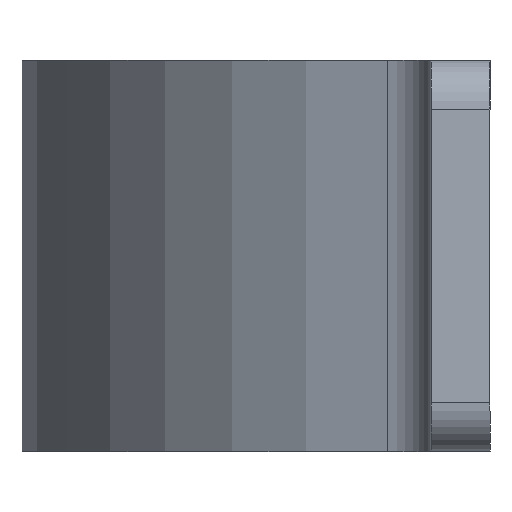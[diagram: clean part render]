
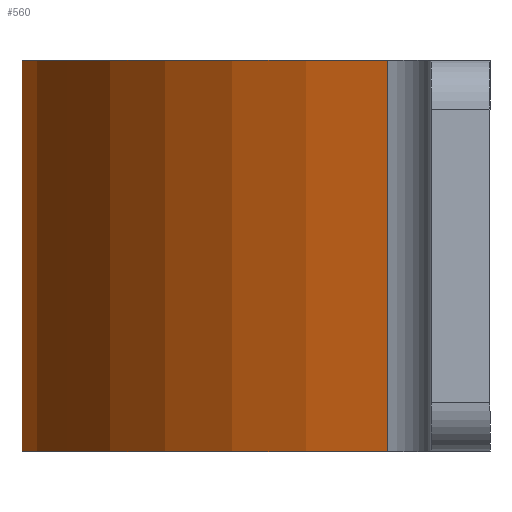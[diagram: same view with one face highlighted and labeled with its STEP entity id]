
A CAD part, left-side view. The second image highlights one B-rep face of the part: STEP entity #560.
In plain terms, the highlighted cylindrical face has radius 50.5 mm (diameter 101 mm), a partial arc.
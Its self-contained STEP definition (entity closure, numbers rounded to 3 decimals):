
#16 = FACE_OUTER_BOUND ( 'NONE', #601, .T. ) ;
#49 = CARTESIAN_POINT ( 'NONE',  ( 48.809, 12.96, -20. ) ) ;
#136 = AXIS2_PLACEMENT_3D ( 'NONE', #897, #368, #197 ) ;
#161 = CARTESIAN_POINT ( 'NONE',  ( 48.809, 12.96, 20. ) ) ;
#171 = VECTOR ( 'NONE', #293, 1000. ) ;
#173 = DIRECTION ( 'NONE',  ( 1., 0., 0. ) ) ;
#184 = CIRCLE ( 'NONE', #136, 50.5 ) ;
#197 = DIRECTION ( 'NONE',  ( 1., 0., 0. ) ) ;
#223 = EDGE_CURVE ( 'NONE', #319, #389, #237, .T. ) ;
#228 = DIRECTION ( 'NONE',  ( -1., 0., 0. ) ) ;
#237 = LINE ( 'NONE', #161, #171 ) ;
#256 = ORIENTED_EDGE ( 'NONE', *, *, #223, .T. ) ;
#264 = ORIENTED_EDGE ( 'NONE', *, *, #442, .F. ) ;
#270 = VERTEX_POINT ( 'NONE', #797 ) ;
#293 = DIRECTION ( 'NONE',  ( 0., 0., -1. ) ) ;
#319 = VERTEX_POINT ( 'NONE', #399 ) ;
#368 = DIRECTION ( 'NONE',  ( 0., 0., -1. ) ) ;
#389 = VERTEX_POINT ( 'NONE', #49 ) ;
#396 = EDGE_CURVE ( 'NONE', #644, #270, #813, .T. ) ;
#399 = CARTESIAN_POINT ( 'NONE',  ( 48.809, 12.96, 20. ) ) ;
#410 = EDGE_CURVE ( 'NONE', #644, #319, #184, .T. ) ;
#423 = ORIENTED_EDGE ( 'NONE', *, *, #396, .F. ) ;
#442 = EDGE_CURVE ( 'NONE', #270, #389, #688, .T. ) ;
#514 = DIRECTION ( 'NONE',  ( 0., 0., -1. ) ) ;
#523 = ORIENTED_EDGE ( 'NONE', *, *, #410, .T. ) ;
#541 = CARTESIAN_POINT ( 'NONE',  ( -48.809, 12.96, 20. ) ) ;
#560 = ADVANCED_FACE ( 'NONE', ( #16 ), #734, .T. ) ;
#601 = EDGE_LOOP ( 'NONE', ( #264, #423, #523, #256 ) ) ;
#640 = VECTOR ( 'NONE', #514, 1000. ) ;
#644 = VERTEX_POINT ( 'NONE', #750 ) ;
#658 = CARTESIAN_POINT ( 'NONE',  ( 0., 0., -20. ) ) ;
#688 = CIRCLE ( 'NONE', #840, 50.5 ) ;
#734 = CYLINDRICAL_SURFACE ( 'NONE', #765, 50.5 ) ;
#740 = DIRECTION ( 'NONE',  ( 0., 0., -1. ) ) ;
#750 = CARTESIAN_POINT ( 'NONE',  ( -48.809, 12.96, 20. ) ) ;
#765 = AXIS2_PLACEMENT_3D ( 'NONE', #872, #740, #228 ) ;
#797 = CARTESIAN_POINT ( 'NONE',  ( -48.809, 12.96, -20. ) ) ;
#813 = LINE ( 'NONE', #541, #640 ) ;
#836 = DIRECTION ( 'NONE',  ( 0., 0., -1. ) ) ;
#840 = AXIS2_PLACEMENT_3D ( 'NONE', #658, #836, #173 ) ;
#872 = CARTESIAN_POINT ( 'NONE',  ( 0., 0., 20. ) ) ;
#897 = CARTESIAN_POINT ( 'NONE',  ( 0., 0., 20. ) ) ;
